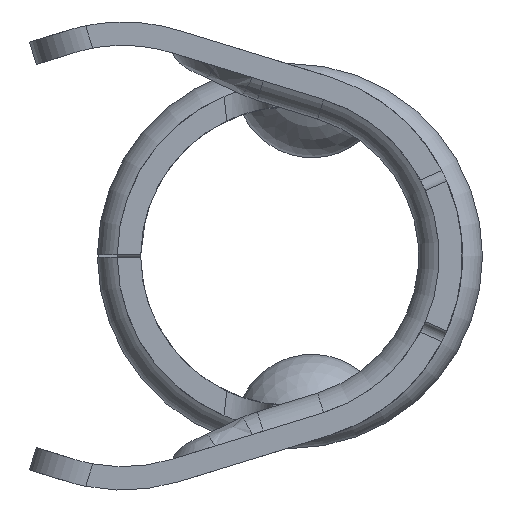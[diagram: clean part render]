
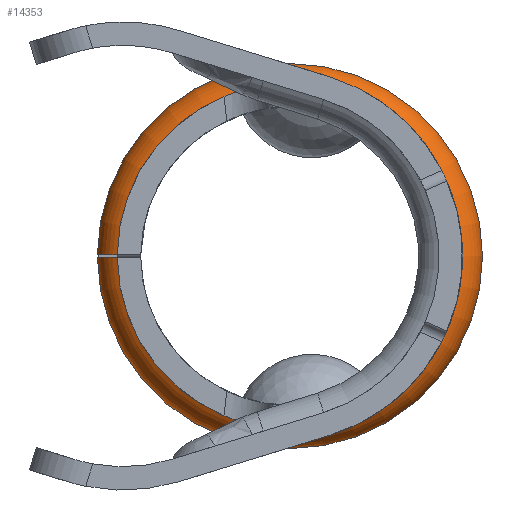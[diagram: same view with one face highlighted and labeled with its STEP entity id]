
A CAD part, left-side view. The second image highlights one B-rep face of the part: STEP entity #14353.
In plain terms, the highlighted toroidal (fillet/blend) face has major radius 3.416 mm and minor radius 0.762 mm.
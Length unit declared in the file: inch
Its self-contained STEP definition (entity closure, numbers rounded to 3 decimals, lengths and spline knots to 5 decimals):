
#163 = CARTESIAN_POINT ( 'NONE',  ( -0.787, 0., 0. ) ) ;
#365 = VERTEX_POINT ( 'NONE', #485 ) ;
#485 = CARTESIAN_POINT ( 'NONE',  ( -0.75996, 0.1645, 0.001 ) ) ;
#567 = CARTESIAN_POINT ( 'NONE',  ( -0.7807, 0.1569, 0.001 ) ) ;
#772 = FACE_OUTER_BOUND ( 'NONE', #13643, .T. ) ;
#934 = CIRCLE ( 'NONE', #7672, 0.1475 ) ;
#1246 = CARTESIAN_POINT ( 'NONE',  ( -0.76555, 0.1645, -0.001 ) ) ;
#1774 = CIRCLE ( 'NONE', #14358, 0.1645 ) ;
#2393 = CARTESIAN_POINT ( 'NONE',  ( -0.78455, 0.15259, -0.001 ) ) ;
#3949 = VERTEX_POINT ( 'NONE', #5870 ) ;
#4326 = DIRECTION ( 'NONE',  ( 1., 0., 0. ) ) ;
#4711 = DIRECTION ( 'NONE',  ( 0., 1., 0. ) ) ;
#4855 = CARTESIAN_POINT ( 'NONE',  ( -0.787, 0.1475, -0.001 ) ) ;
#4900 = EDGE_CURVE ( 'NONE', #11186, #10157, #934, .T. ) ;
#4932 = DIRECTION ( 'NONE',  ( 1., 0., 0. ) ) ;
#5322 = CARTESIAN_POINT ( 'NONE',  ( -0.78458, 0.15253, 0.001 ) ) ;
#5870 = CARTESIAN_POINT ( 'NONE',  ( -0.75996, 0.1645, -0.001 ) ) ;
#5984 = CARTESIAN_POINT ( 'NONE',  ( -0.75996, 0.1645, -0.001 ) ) ;
#6474 = CARTESIAN_POINT ( 'NONE',  ( -0.76557, 0.1645, 0.001 ) ) ;
#7163 = CARTESIAN_POINT ( 'NONE',  ( -0.78068, 0.1569, -0.001 ) ) ;
#7672 = AXIS2_PLACEMENT_3D ( 'NONE', #163, #4932, #9863 ) ;
#7675 = AXIS2_PLACEMENT_3D ( 'NONE', #15663, #4326, #9236 ) ;
#7691 = B_SPLINE_CURVE_WITH_KNOTS ( 'NONE', 3,
 ( #14039, #6474, #11488, #567, #5322, #10226 ),
 .UNSPECIFIED., .F., .F.,
 ( 4, 2, 4 ),
 ( 0.00262, 0.00304, 0.00347 ),
 .UNSPECIFIED. ) ;
#9236 = DIRECTION ( 'NONE',  ( 0., 1., 0. ) ) ;
#9863 = DIRECTION ( 'NONE',  ( 0., 1., 0. ) ) ;
#10157 = VERTEX_POINT ( 'NONE', #4855 ) ;
#10226 = CARTESIAN_POINT ( 'NONE',  ( -0.787, 0.1475, 0.001 ) ) ;
#10834 = CARTESIAN_POINT ( 'NONE',  ( -0.75996, 0., 0. ) ) ;
#11186 = VERTEX_POINT ( 'NONE', #14522 ) ;
#11488 = CARTESIAN_POINT ( 'NONE',  ( -0.77115, 0.1629, 0.001 ) ) ;
#12090 = ORIENTED_EDGE ( 'NONE', *, *, #16012, .T. ) ;
#12216 = CARTESIAN_POINT ( 'NONE',  ( -0.7712, 0.16287, -0.001 ) ) ;
#12257 = ORIENTED_EDGE ( 'NONE', *, *, #13066, .T. ) ;
#12289 = ORIENTED_EDGE ( 'NONE', *, *, #15478, .F. ) ;
#12697 = ORIENTED_EDGE ( 'NONE', *, *, #4900, .T. ) ;
#13066 = EDGE_CURVE ( 'NONE', #10157, #3949, #16050, .T. ) ;
#13477 = CARTESIAN_POINT ( 'NONE',  ( -0.787, 0.1475, -0.001 ) ) ;
#13643 = EDGE_LOOP ( 'NONE', ( #12697, #12257, #12289, #12090 ) ) ;
#14039 = CARTESIAN_POINT ( 'NONE',  ( -0.75996, 0.1645, 0.001 ) ) ;
#14353 = ADVANCED_FACE ( 'NONE', ( #772 ), #14922, .T. ) ;
#14358 = AXIS2_PLACEMENT_3D ( 'NONE', #10834, #16095, #4711 ) ;
#14522 = CARTESIAN_POINT ( 'NONE',  ( -0.787, 0.1475, 0.001 ) ) ;
#14922 = TOROIDAL_SURFACE ( 'NONE', #7675, 0.1345, 0.03 ) ;
#15478 = EDGE_CURVE ( 'NONE', #365, #3949, #1774, .T. ) ;
#15663 = CARTESIAN_POINT ( 'NONE',  ( -0.75996, 0., 0. ) ) ;
#16012 = EDGE_CURVE ( 'NONE', #365, #11186, #7691, .T. ) ;
#16050 = B_SPLINE_CURVE_WITH_KNOTS ( 'NONE', 3,
 ( #13477, #2393, #7163, #12216, #1246, #5984 ),
 .UNSPECIFIED., .F., .F.,
 ( 4, 2, 4 ),
 ( 0.00129, 0.00172, 0.00215 ),
 .UNSPECIFIED. ) ;
#16095 = DIRECTION ( 'NONE',  ( 1., 0., 0. ) ) ;
